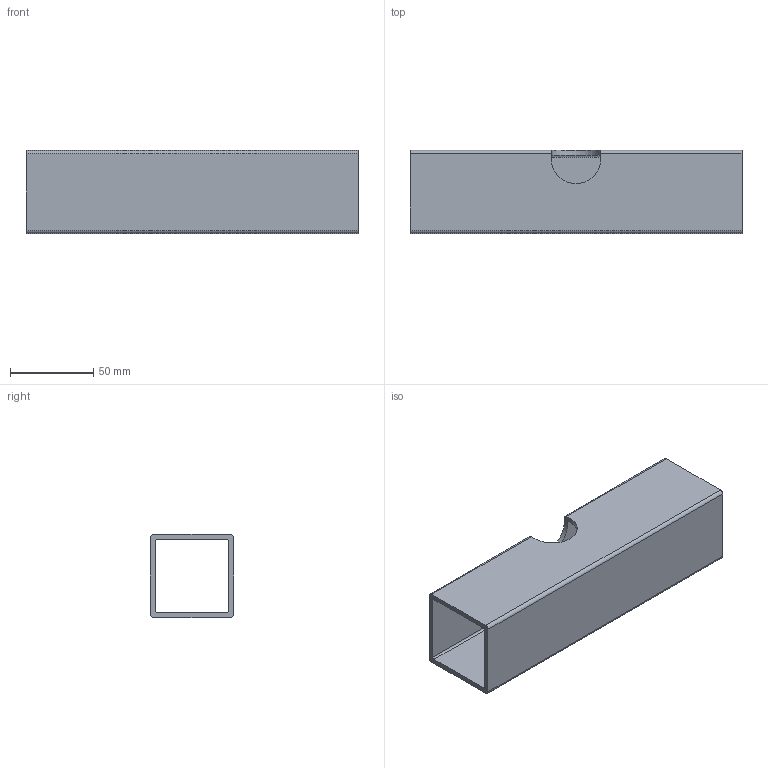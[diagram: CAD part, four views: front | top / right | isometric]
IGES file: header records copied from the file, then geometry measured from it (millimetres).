
Start section: START RECORD GO HERE.
Global section: file name: Tubo 50x50.igs; native system: DASSAULT SYSTEMES CATIA Version 5-6 Release 2017 - www.3ds.com; preprocessor: V5-6R2017_5.27.3.0.07-28-2017.22.00; date: 20190613.082014; units: millimetre
Bounding box: 200 x 50 x 50 mm (x, y, z)
Surface area: 73821.1 mm2 (no closed solid volume)
Topology: 0 solids, 0 shells, 24 faces, 144 edges, 144 vertices
Faces by surface type: revolution 12, plane 12
